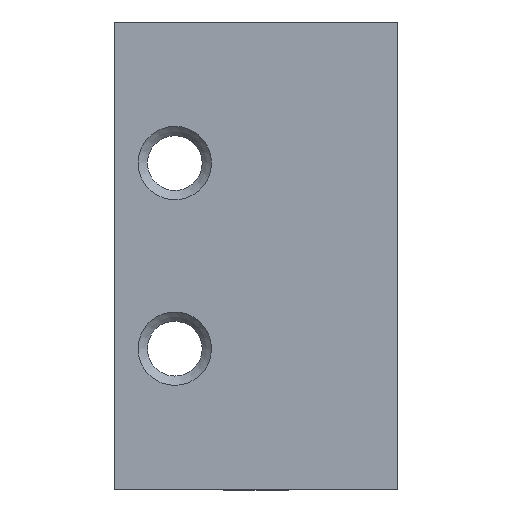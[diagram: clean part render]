
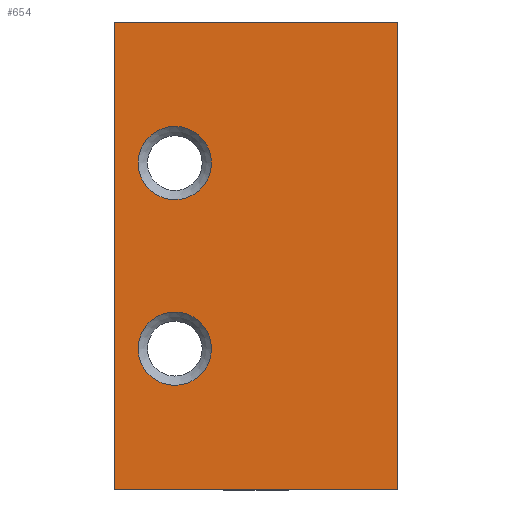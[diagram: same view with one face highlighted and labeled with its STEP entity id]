
A CAD part, top view. The second image highlights one B-rep face of the part: STEP entity #654.
In plain terms, the highlighted planar face has unit normal (0, 0, 1).
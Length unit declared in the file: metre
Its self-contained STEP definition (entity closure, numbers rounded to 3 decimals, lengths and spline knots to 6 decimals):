
#36=LINE('',#1004,#102);
#42=LINE('',#1019,#108);
#44=LINE('',#1023,#110);
#49=LINE('',#1036,#115);
#102=VECTOR('',#799,1.);
#108=VECTOR('',#811,1.);
#110=VECTOR('',#815,1.);
#115=VECTOR('',#826,1.);
#156=PLANE('',#717);
#236=ORIENTED_EDGE('',*,*,#405,.T.);
#237=ORIENTED_EDGE('',*,*,#406,.T.);
#238=ORIENTED_EDGE('',*,*,#376,.F.);
#239=ORIENTED_EDGE('',*,*,#393,.T.);
#240=ORIENTED_EDGE('',*,*,#386,.T.);
#241=ORIENTED_EDGE('',*,*,#384,.F.);
#376=EDGE_CURVE('',#466,#467,#36,.T.);
#384=EDGE_CURVE('',#467,#472,#42,.T.);
#386=EDGE_CURVE('',#473,#472,#44,.T.);
#393=EDGE_CURVE('',#466,#473,#49,.T.);
#405=EDGE_CURVE('',#488,#488,#518,.T.);
#406=EDGE_CURVE('',#489,#489,#519,.T.);
#466=VERTEX_POINT('',#1005);
#467=VERTEX_POINT('',#1006);
#472=VERTEX_POINT('',#1020);
#473=VERTEX_POINT('',#1024);
#488=VERTEX_POINT('',#1061);
#489=VERTEX_POINT('',#1063);
#518=CIRCLE('',#718,0.00395);
#519=CIRCLE('',#719,0.00395);
#544=EDGE_LOOP('',(#236));
#545=EDGE_LOOP('',(#237));
#546=EDGE_LOOP('',(#238,#239,#240,#241));
#596=FACE_BOUND('',#544,.T.);
#597=FACE_BOUND('',#545,.T.);
#598=FACE_BOUND('',#546,.T.);
#654=ADVANCED_FACE('',(#596,#597,#598),#156,.F.);
#717=AXIS2_PLACEMENT_3D('',#1059,#844,#845);
#718=AXIS2_PLACEMENT_3D('',#1060,#846,#847);
#719=AXIS2_PLACEMENT_3D('',#1062,#848,#849);
#799=DIRECTION('',(0.,1.,0.));
#811=DIRECTION('',(1.,0.,0.));
#815=DIRECTION('',(0.,1.,0.));
#826=DIRECTION('',(1.,0.,0.));
#844=DIRECTION('',(0.,0.,-1.));
#845=DIRECTION('',(1.,0.,0.));
#846=DIRECTION('',(0.,0.,-1.));
#847=DIRECTION('',(-1.,0.,0.));
#848=DIRECTION('',(0.,0.,-1.));
#849=DIRECTION('',(-1.,0.,0.));
#1004=CARTESIAN_POINT('',(0.0785,0.0575,0.));
#1005=CARTESIAN_POINT('',(0.0785,0.0323,0.));
#1006=CARTESIAN_POINT('',(0.0785,0.0827,0.));
#1019=CARTESIAN_POINT('',(0.09375,0.0827,0.));
#1020=CARTESIAN_POINT('',(0.109,0.0827,0.));
#1023=CARTESIAN_POINT('',(0.109,0.0575,0.));
#1024=CARTESIAN_POINT('',(0.109,0.0323,0.));
#1036=CARTESIAN_POINT('',(0.09375,0.0323,0.));
#1059=CARTESIAN_POINT('',(0.0575,0.0575,0.));
#1060=CARTESIAN_POINT('',(0.085,0.0675,0.));
#1061=CARTESIAN_POINT('',(0.08105,0.0675,0.));
#1062=CARTESIAN_POINT('',(0.085,0.0475,0.));
#1063=CARTESIAN_POINT('',(0.08105,0.0475,0.));
